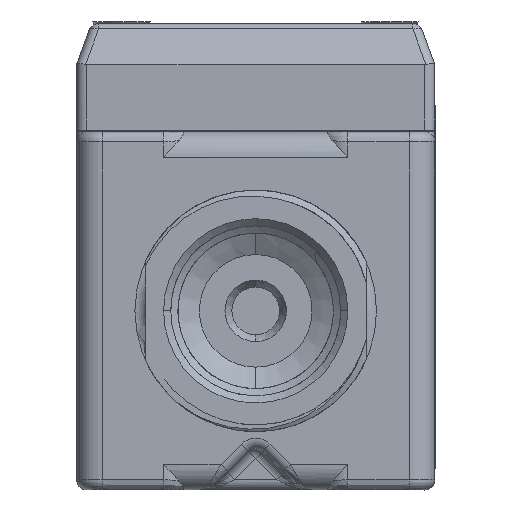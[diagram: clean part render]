
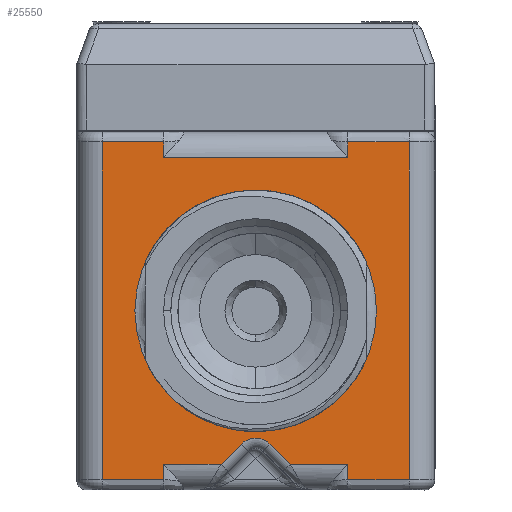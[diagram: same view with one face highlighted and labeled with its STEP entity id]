
A CAD part, front view. The second image highlights one B-rep face of the part: STEP entity #25550.
In plain terms, the highlighted planar face has unit normal (0, -1, 0).
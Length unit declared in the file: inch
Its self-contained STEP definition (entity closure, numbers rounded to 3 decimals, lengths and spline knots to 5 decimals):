
#1892=DIRECTION('',(-1.,0.,0.));
#1893=VECTOR('',#1892,0.9);
#1894=CARTESIAN_POINT('',(0.45,-2.34016,0.7498));
#1895=LINE('',#1894,#1893);
#2309=CARTESIAN_POINT('',(-0.7498,-2.34016,0.825));
#2310=CARTESIAN_POINT('',(-0.72918,-2.34016,
0.825));
#2311=CARTESIAN_POINT('',(-0.68932,-2.34016,
0.825));
#2312=CARTESIAN_POINT('',(-0.63384,-2.34016,
0.825));
#2313=CARTESIAN_POINT('',(-0.58225,-2.34016,
0.825));
#2314=CARTESIAN_POINT('',(-0.53438,-2.34016,
0.82499));
#2315=CARTESIAN_POINT('',(-0.49007,-2.34016,
0.82504));
#2316=CARTESIAN_POINT('',(-0.46295,-2.34016,
0.82492));
#2317=CARTESIAN_POINT('',(-0.45,-2.34016,
0.825));
#2319=DIRECTION('',(0.,0.,-1.));
#2320=VECTOR('',#2319,0.0752);
#2321=CARTESIAN_POINT('',(-0.45,-2.34016,
0.825));
#2322=LINE('',#2321,#2320);
#2323=DIRECTION('',(0.,0.,-1.));
#2324=VECTOR('',#2323,0.0752);
#2325=CARTESIAN_POINT('',(0.45,-2.34016,
0.825));
#2326=LINE('',#2325,#2324);
#2327=CARTESIAN_POINT('',(0.45,-2.34016,
0.825));
#2328=CARTESIAN_POINT('',(0.46295,-2.34016,
0.82492));
#2329=CARTESIAN_POINT('',(0.49006,-2.34016,
0.82505));
#2330=CARTESIAN_POINT('',(0.5344,-2.34016,
0.82499));
#2331=CARTESIAN_POINT('',(0.58227,-2.34016,
0.825));
#2332=CARTESIAN_POINT('',(0.63387,-2.34016,
0.825));
#2333=CARTESIAN_POINT('',(0.68934,-2.34016,
0.825));
#2334=CARTESIAN_POINT('',(0.72919,-2.34016,
0.825));
#2335=CARTESIAN_POINT('',(0.7498,-2.34016,0.825));
#2337=CARTESIAN_POINT('',(0.7498,-2.34016,-0.825));
#2338=CARTESIAN_POINT('',(0.72919,-2.34016,
-0.825));
#2339=CARTESIAN_POINT('',(0.68934,-2.34016,
-0.825));
#2340=CARTESIAN_POINT('',(0.63386,-2.34016,
-0.825));
#2341=CARTESIAN_POINT('',(0.58227,-2.34016,
-0.825));
#2342=CARTESIAN_POINT('',(0.5344,-2.34016,
-0.82499));
#2343=CARTESIAN_POINT('',(0.49006,-2.34016,
-0.82505));
#2344=CARTESIAN_POINT('',(0.46295,-2.34016,
-0.82492));
#2345=CARTESIAN_POINT('',(0.45,-2.34016,
-0.825));
#2347=DIRECTION('',(0.,0.,-1.));
#2348=VECTOR('',#2347,0.0752);
#2349=CARTESIAN_POINT('',(0.45,-2.34016,-0.7498));
#2350=LINE('',#2349,#2348);
#2351=DIRECTION('',(0.,0.,-1.));
#2352=VECTOR('',#2351,0.0752);
#2353=CARTESIAN_POINT('',(-0.45,-2.34016,-0.7498));
#2354=LINE('',#2353,#2352);
#2355=CARTESIAN_POINT('',(-0.45,-2.34016,
-0.825));
#2356=CARTESIAN_POINT('',(-0.46295,-2.34016,
-0.82492));
#2357=CARTESIAN_POINT('',(-0.49007,-2.34016,
-0.82504));
#2358=CARTESIAN_POINT('',(-0.53438,-2.34016,
-0.82499));
#2359=CARTESIAN_POINT('',(-0.58225,-2.34016,
-0.825));
#2360=CARTESIAN_POINT('',(-0.63385,-2.34016,
-0.825));
#2361=CARTESIAN_POINT('',(-0.68934,-2.34016,
-0.825));
#2362=CARTESIAN_POINT('',(-0.72919,-2.34016,
-0.825));
#2363=CARTESIAN_POINT('',(-0.7498,-2.34016,-0.825));
#2365=DIRECTION('',(0.,0.,1.));
#2366=VECTOR('',#2365,1.65);
#2367=CARTESIAN_POINT('',(-0.7498,-2.34016,-0.825));
#2368=LINE('',#2367,#2366);
#2369=CARTESIAN_POINT('',(0.,-2.34016,0.));
#2370=DIRECTION('',(0.,-1.,0.));
#2371=DIRECTION('',(0.,0.,-1.));
#2372=AXIS2_PLACEMENT_3D('',#2369,#2370,#2371);
#2374=CARTESIAN_POINT('',(0.,-2.34016,0.));
#2375=DIRECTION('',(0.,-1.,0.));
#2376=DIRECTION('',(0.,0.,1.));
#2377=AXIS2_PLACEMENT_3D('',#2374,#2375,#2376);
#2404=CARTESIAN_POINT('',(0.45,-2.34016,0.7498));
#2439=DIRECTION('',(0.,0.,1.));
#2440=VECTOR('',#2439,1.65);
#2441=CARTESIAN_POINT('',(0.7498,-2.34016,-0.825));
#2442=LINE('',#2441,#2440);
#2482=DIRECTION('',(1.,0.,0.));
#2483=VECTOR('',#2482,0.28117);
#2484=CARTESIAN_POINT('',(0.16883,-2.34016,
-0.7498));
#2485=LINE('',#2484,#2483);
#2655=DIRECTION('',(1.,0.,0.));
#2656=VECTOR('',#2655,0.28117);
#2657=CARTESIAN_POINT('',(-0.45,-2.34016,-0.7498));
#2658=LINE('',#2657,#2656);
#2697=CARTESIAN_POINT('',(-0.45,-2.34016,-0.7498));
#2749=CARTESIAN_POINT('',(-0.16883,-2.34016,
-0.7498));
#2818=CARTESIAN_POINT('',(0.,-2.34016,-0.7224));
#2819=DIRECTION('',(0.,1.,0.));
#2820=DIRECTION('',(-0.707,0.,0.707));
#2821=AXIS2_PLACEMENT_3D('',#2818,#2819,#2820);
#2823=DIRECTION('',(0.707,0.,0.707));
#2824=VECTOR('',#2823,0.13876);
#2825=CARTESIAN_POINT('',(-0.16883,-2.34016,
-0.7498));
#2826=LINE('',#2825,#2824);
#2836=DIRECTION('',(-0.707,0.,0.707));
#2837=VECTOR('',#2836,0.13876);
#2838=CARTESIAN_POINT('',(0.16883,-2.34016,
-0.7498));
#2839=LINE('',#2838,#2837);
#19709=CARTESIAN_POINT('',(0.,-2.34016,-0.58996));
#19710=CARTESIAN_POINT('',(0.,-2.34016,0.58996));
#19711=VERTEX_POINT('',#19709);
#19712=VERTEX_POINT('',#19710);
#19901=VERTEX_POINT('',#2749);
#19902=CARTESIAN_POINT('',(-0.07071,-2.34016,
-0.65168));
#19903=VERTEX_POINT('',#19902);
#19908=CARTESIAN_POINT('',(0.07071,-2.34016,
-0.65168));
#19909=VERTEX_POINT('',#19908);
#19910=CARTESIAN_POINT('',(0.16883,-2.34016,
-0.7498));
#19911=VERTEX_POINT('',#19910);
#20251=CARTESIAN_POINT('',(0.7498,-2.34016,0.825));
#20252=VERTEX_POINT('',#20251);
#20255=VERTEX_POINT('',#2309);
#20256=VERTEX_POINT('',#2317);
#20258=VERTEX_POINT('',#2327);
#20271=CARTESIAN_POINT('',(-0.7498,-2.34016,-0.825));
#20272=VERTEX_POINT('',#20271);
#20275=VERTEX_POINT('',#2337);
#20276=VERTEX_POINT('',#2345);
#20278=VERTEX_POINT('',#2355);
#20285=CARTESIAN_POINT('',(-0.45,-2.34016,0.7498));
#20286=VERTEX_POINT('',#20285);
#20289=VERTEX_POINT('',#2404);
#20295=VERTEX_POINT('',#2697);
#20733=CARTESIAN_POINT('',(0.45,-2.34016,-0.7498));
#20734=VERTEX_POINT('',#20733);
#25509=CARTESIAN_POINT('',(0.,-2.34016,0.));
#25510=DIRECTION('',(0.,1.,0.));
#25511=DIRECTION('',(1.,0.,0.));
#25512=AXIS2_PLACEMENT_3D('',#25509,#25510,#25511);
#25513=PLANE('',#25512);
#25514=ORIENTED_EDGE('',*,*,#24633,.T.);
#25516=ORIENTED_EDGE('',*,*,#25515,.T.);
#25517=ORIENTED_EDGE('',*,*,#24767,.F.);
#25519=ORIENTED_EDGE('',*,*,#25518,.F.);
#25520=ORIENTED_EDGE('',*,*,#24945,.T.);
#25522=ORIENTED_EDGE('',*,*,#25521,.F.);
#25524=ORIENTED_EDGE('',*,*,#25523,.T.);
#25526=ORIENTED_EDGE('',*,*,#25525,.F.);
#25528=ORIENTED_EDGE('',*,*,#25527,.F.);
#25530=ORIENTED_EDGE('',*,*,#25529,.T.);
#25532=ORIENTED_EDGE('',*,*,#25531,.F.);
#25534=ORIENTED_EDGE('',*,*,#25533,.F.);
#25536=ORIENTED_EDGE('',*,*,#25535,.F.);
#25538=ORIENTED_EDGE('',*,*,#25537,.T.);
#25540=ORIENTED_EDGE('',*,*,#25539,.T.);
#25541=ORIENTED_EDGE('',*,*,#25502,.T.);
#25542=EDGE_LOOP('',(#25514,#25516,#25517,#25519,#25520,#25522,#25524,#25526,
#25528,#25530,#25532,#25534,#25536,#25538,#25540,#25541));
#25543=FACE_OUTER_BOUND('',#25542,.F.);
#25545=ORIENTED_EDGE('',*,*,#25544,.T.);
#25547=ORIENTED_EDGE('',*,*,#25546,.T.);
#25548=EDGE_LOOP('',(#25545,#25547));
#25549=FACE_BOUND('',#25548,.F.);
#25550=ADVANCED_FACE('',(#25543,#25549),#25513,.F.);
#2318=B_SPLINE_CURVE_WITH_KNOTS('',3,(#2309,#2310,#2311,#2312,#2313,#2314,#2315,
#2316,#2317),.UNSPECIFIED.,.F.,.F.,(4,1,1,1,1,1,4),(0.,0.16667,
0.33333,0.5,0.66667,0.83333,1.),
.UNSPECIFIED.);
#2336=B_SPLINE_CURVE_WITH_KNOTS('',3,(#2327,#2328,#2329,#2330,#2331,#2332,#2333,
#2334,#2335),.UNSPECIFIED.,.F.,.F.,(4,1,1,1,1,1,4),(0.,0.16667,
0.33333,0.5,0.66667,0.83333,1.),
.UNSPECIFIED.);
#2346=B_SPLINE_CURVE_WITH_KNOTS('',3,(#2337,#2338,#2339,#2340,#2341,#2342,#2343,
#2344,#2345),.UNSPECIFIED.,.F.,.F.,(4,1,1,1,1,1,4),(0.,0.16667,
0.33333,0.5,0.66667,0.83333,1.),
.UNSPECIFIED.);
#2364=B_SPLINE_CURVE_WITH_KNOTS('',3,(#2355,#2356,#2357,#2358,#2359,#2360,#2361,
#2362,#2363),.UNSPECIFIED.,.F.,.F.,(4,1,1,1,1,1,4),(0.,0.16667,
0.33333,0.5,0.66667,0.83333,1.),
.UNSPECIFIED.);
#2373=CIRCLE('',#2372,0.58996);
#2378=CIRCLE('',#2377,0.58996);
#2822=CIRCLE('',#2821,0.1);
#24633=EDGE_CURVE('',#20255,#20256,#2318,.T.);
#24767=EDGE_CURVE('',#20289,#20286,#1895,.T.);
#24945=EDGE_CURVE('',#20258,#20252,#2336,.T.);
#25502=EDGE_CURVE('',#20272,#20255,#2368,.T.);
#25515=EDGE_CURVE('',#20256,#20286,#2322,.T.);
#25518=EDGE_CURVE('',#20258,#20289,#2326,.T.);
#25521=EDGE_CURVE('',#20275,#20252,#2442,.T.);
#25523=EDGE_CURVE('',#20275,#20276,#2346,.T.);
#25525=EDGE_CURVE('',#20734,#20276,#2350,.T.);
#25527=EDGE_CURVE('',#19911,#20734,#2485,.T.);
#25529=EDGE_CURVE('',#19911,#19909,#2839,.T.);
#25531=EDGE_CURVE('',#19903,#19909,#2822,.T.);
#25533=EDGE_CURVE('',#19901,#19903,#2826,.T.);
#25535=EDGE_CURVE('',#20295,#19901,#2658,.T.);
#25537=EDGE_CURVE('',#20295,#20278,#2354,.T.);
#25539=EDGE_CURVE('',#20278,#20272,#2364,.T.);
#25544=EDGE_CURVE('',#19711,#19712,#2373,.T.);
#25546=EDGE_CURVE('',#19712,#19711,#2378,.T.);
